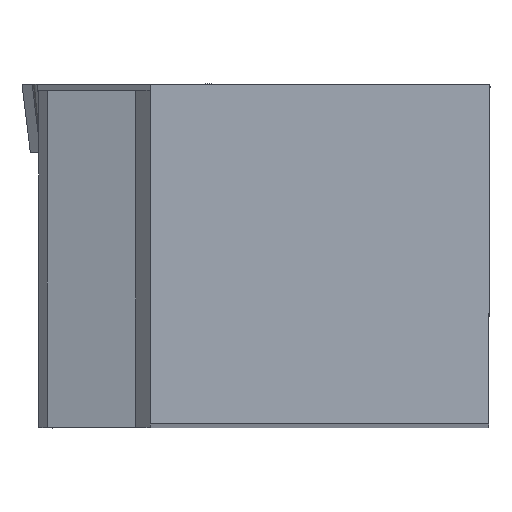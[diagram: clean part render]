
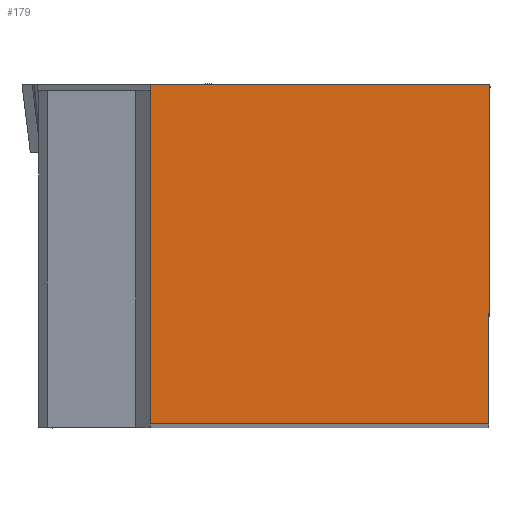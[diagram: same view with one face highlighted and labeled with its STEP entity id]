
A CAD part, top view. The second image highlights one B-rep face of the part: STEP entity #179.
In plain terms, the highlighted planar face has unit normal (0, 0, 1).
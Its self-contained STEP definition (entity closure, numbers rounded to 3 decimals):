
#138=FACE_OUTER_BOUND('',#417,.T.);
#179=ADVANCED_FACE('BLANK_BOXF006',(#138),#211,.F.);
#211=PLANE('',#974);
#237=LINE('',#1363,#305);
#244=LINE('',#1377,#312);
#262=LINE('',#1422,#330);
#264=LINE('',#1425,#332);
#305=VECTOR('',#1078,1.);
#312=VECTOR('',#1089,1.);
#330=VECTOR('',#1121,1.);
#332=VECTOR('',#1125,1.);
#417=EDGE_LOOP('',(#598,#599,#600,#601));
#598=ORIENTED_EDGE('',*,*,#776,.F.);
#599=ORIENTED_EDGE('',*,*,#751,.F.);
#600=ORIENTED_EDGE('',*,*,#744,.F.);
#601=ORIENTED_EDGE('',*,*,#774,.F.);
#664=VERTEX_POINT('',#1362);
#665=VERTEX_POINT('',#1364);
#670=VERTEX_POINT('',#1378);
#689=VERTEX_POINT('',#1421);
#744=EDGE_CURVE('',#664,#665,#237,.T.);
#751=EDGE_CURVE('',#665,#670,#244,.T.);
#774=EDGE_CURVE('',#689,#664,#262,.T.);
#776=EDGE_CURVE('',#670,#689,#264,.T.);
#974=AXIS2_PLACEMENT_3D('',#1548,#1190,#1191);
#1078=DIRECTION('',(-0.004,-1.,0.));
#1089=DIRECTION('',(-1.,0.,0.));
#1121=DIRECTION('',(1.,0.,0.));
#1125=DIRECTION('',(0.,1.,0.));
#1190=DIRECTION('',(0.,0.,-1.));
#1191=DIRECTION('',(-1.,0.,0.));
#1362=CARTESIAN_POINT('',(0.,11.875,0.));
#1363=CARTESIAN_POINT('',(0.334,88.349,0.));
#1364=CARTESIAN_POINT('',(-0.052,0.,0.));
#1377=CARTESIAN_POINT('',(88.35,0.,0.));
#1378=CARTESIAN_POINT('',(-11.875,0.,0.));
#1421=CARTESIAN_POINT('',(-11.875,11.875,0.));
#1422=CARTESIAN_POINT('',(-88.35,11.875,0.));
#1425=CARTESIAN_POINT('',(-11.875,-88.35,0.));
#1548=CARTESIAN_POINT('',(-23.35,-5.,0.));
